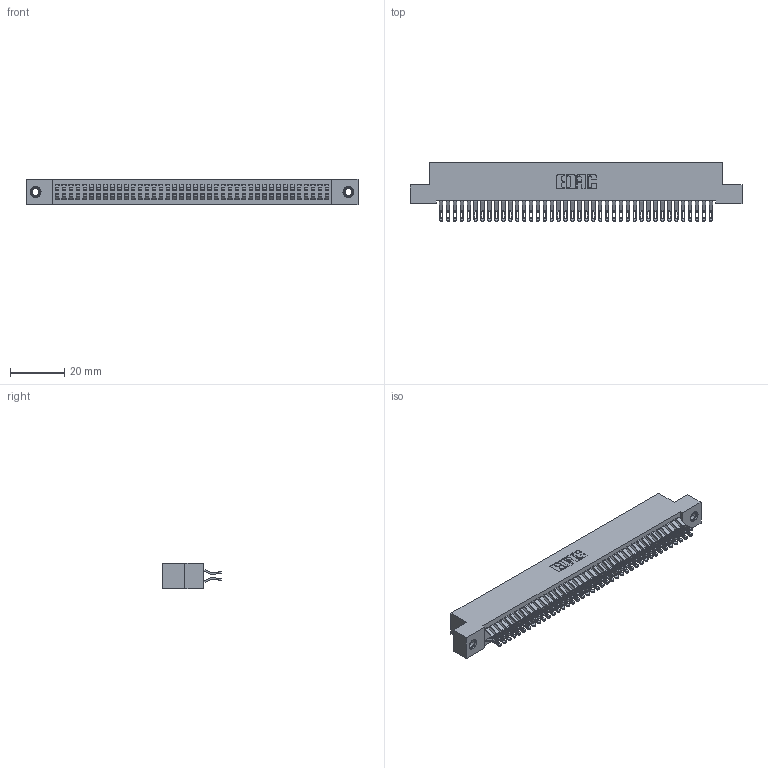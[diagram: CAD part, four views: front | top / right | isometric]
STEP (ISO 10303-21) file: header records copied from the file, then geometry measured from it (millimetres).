
FILE_DESCRIPTION (( 'STEP AP203' ), '1' );
FILE_NAME ('342-080-555-207.STEP', '2018-08-13T15:19:26', ( '' ), ( '' ), 'SwSTEP 2.0', 'SolidWorks 2016', '' );
FILE_SCHEMA (( 'CONFIG_CONTROL_DESIGN' ));
Length unit declared in the file: inch
Products named in the file (4): 342 Part_TI; 345-292-001_555 Tail; 345-250-001_345-250-005-103; 342-080-555-207
Assembly tree (83 placements, depth 2):
  342-080-555-207
    342 Part_TI
    345-292-001_555 Tail  x80
    345-250-001_345-250-005-103  x2
Bounding box: 121.92 x 21.47 x 9.4 mm (x, y, z)
Volume: 11154.7 mm3; surface area: 18907.5 mm2
Topology: 83 solids, 83 shells, 4810 faces, 15075 edges, 10042 vertices
Faces by surface type: plane 2818, cylinder 1976, cone 12, torus 4
Entity records: 27372 total; most frequent: CARTESIAN_POINT 4555, ORIENTED_EDGE 4454, DIRECTION 3897, EDGE_CURVE 2227, VECTOR 2059, LINE 2059, VERTEX_POINT 1480, AXIS2_PLACEMENT_3D 919
